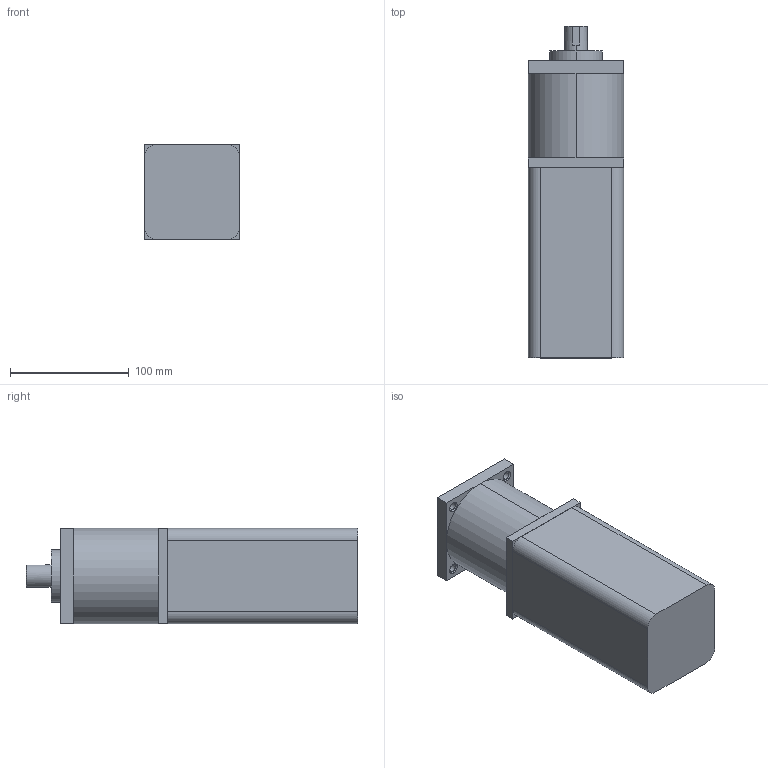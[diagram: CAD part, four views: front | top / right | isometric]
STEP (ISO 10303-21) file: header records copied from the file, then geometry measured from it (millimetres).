
FILE_DESCRIPTION (( 'STEP AP203' ), '1' );
FILE_NAME ('Ïðèâîä_80PX4_M80-G02430LZ, .STEP', '2020-07-07T06:38:19', ( '' ), ( '' ), 'SwSTEP 2.0', 'SolidWorks 2018', '' );
FILE_SCHEMA (( 'CONFIG_CONTROL_DESIGN' ));
Length unit declared in the file: millimetre
Products named in the file (1): 砎魤鍱_80PX4_M80-G02430LZ, 
Bounding box: 80 x 279 x 80 mm (x, y, z)
Volume: 932465.9 mm3; surface area: 142907.8 mm2
Topology: 2 solids, 2 shells, 109 faces, 254 edges, 154 vertices
Faces by surface type: plane 43, cone 34, cylinder 32
Entity records: 3254 total; most frequent: CARTESIAN_POINT 597, DIRECTION 569, ORIENTED_EDGE 508, EDGE_CURVE 254, AXIS2_PLACEMENT_3D 212, VERTEX_POINT 154, LINE 145, VECTOR 145
